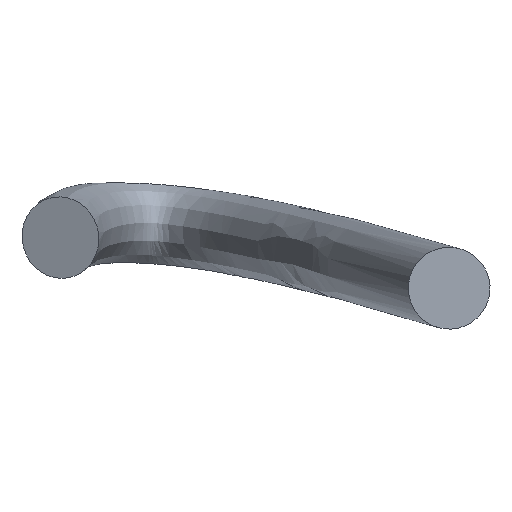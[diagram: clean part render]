
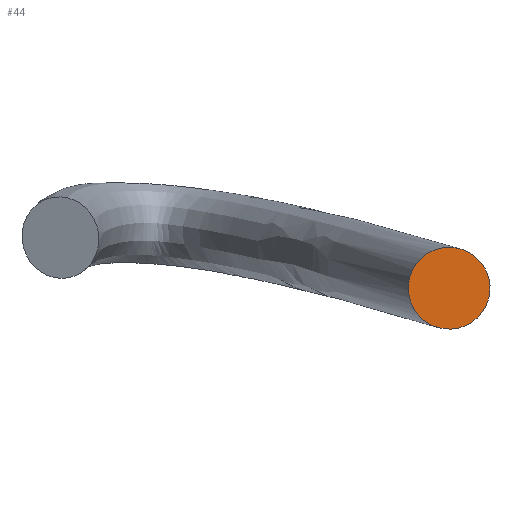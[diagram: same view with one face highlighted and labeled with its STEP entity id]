
A CAD part, left-side view. The second image highlights one B-rep face of the part: STEP entity #44.
In plain terms, the highlighted planar face has unit normal (-1, 0.008, 0.001).
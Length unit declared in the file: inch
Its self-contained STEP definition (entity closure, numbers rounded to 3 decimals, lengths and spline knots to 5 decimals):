
#19=PLANE('',#68);
#22=FACE_OUTER_BOUND('',#25,.T.);
#25=EDGE_LOOP('',(#40));
#27=CIRCLE('',#65,0.25);
#30=VERTEX_POINT('',#508);
#32=EDGE_CURVE('',#30,#30,#27,.T.);
#40=ORIENTED_EDGE('',*,*,#32,.T.);
#44=ADVANCED_FACE('',(#22),#19,.F.);
#65=AXIS2_PLACEMENT_3D('',#509,#72,#73);
#68=AXIS2_PLACEMENT_3D('',#538,#78,#79);
#72=DIRECTION('center_axis',(-1.,0.008,0.001));
#73=DIRECTION('ref_axis',(-0.001,-0.056,-0.998));
#78=DIRECTION('center_axis',(1.,-0.008,-0.001));
#79=DIRECTION('ref_axis',(-0.001,0.001,-1.));
#508=CARTESIAN_POINT('',(2.58308,-4.89554,-0.55503));
#509=CARTESIAN_POINT('Origin',(2.58282,-4.90951,-0.80464));
#538=CARTESIAN_POINT('Origin',(2.58282,-4.90951,-0.80464));
